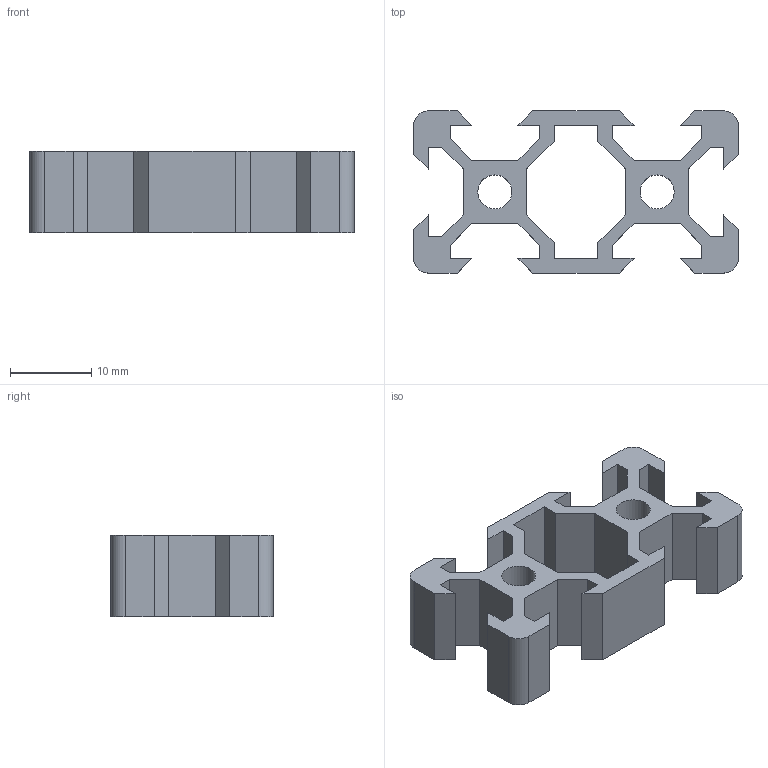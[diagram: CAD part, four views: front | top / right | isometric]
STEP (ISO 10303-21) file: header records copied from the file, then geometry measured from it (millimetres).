
FILE_DESCRIPTION((''),'2;1');
FILE_NAME('vslot 20 x 40.ipt.step','2014-04-22T18:03:05',(''),(''),'Autodesk Inventor 2013','Autodesk Inventor 2013','');
FILE_SCHEMA(('AUTOMOTIVE_DESIGN { 1 0 10303 214 1 1 1 1 }'));
Length unit declared in the file: millimetre
Products named in the file (1): vslot 20 x 40
Bounding box: 40 x 20 x 10 mm (x, y, z)
Volume: 2971.5 mm3; surface area: 3576.3 mm2
Topology: 1 solids, 1 shells, 84 faces, 246 edges, 164 vertices
Faces by surface type: plane 78, cylinder 6
Full cylindrical faces by diameter (mm): 4.2 x2
Entity records: 2770 total; most frequent: CARTESIAN_POINT 493, ORIENTED_EDGE 488, DIRECTION 426, EDGE_CURVE 244, VECTOR 232, LINE 232, VERTEX_POINT 164, AXIS2_PLACEMENT_3D 97
